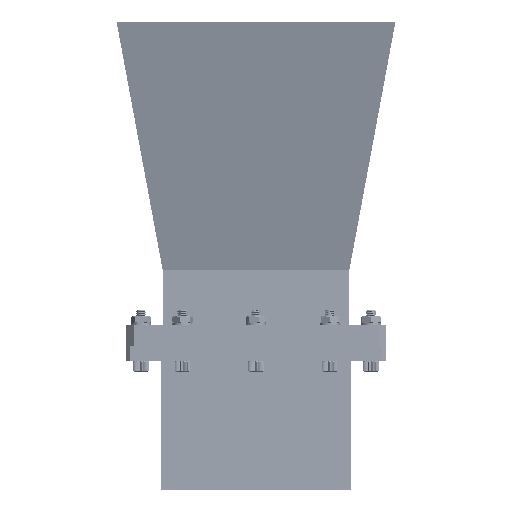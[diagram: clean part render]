
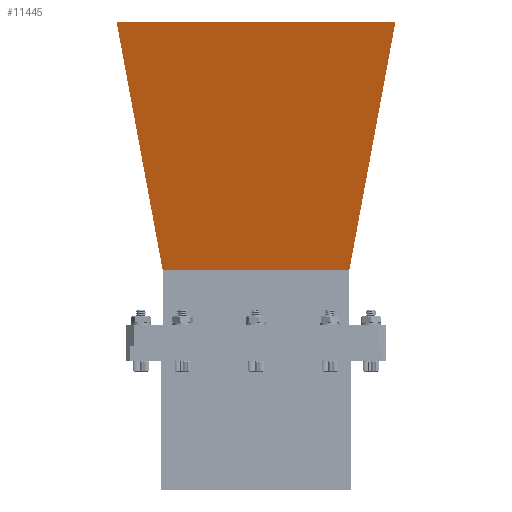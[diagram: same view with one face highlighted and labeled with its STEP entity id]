
A CAD part, front view. The second image highlights one B-rep face of the part: STEP entity #11445.
In plain terms, the highlighted face is planar.
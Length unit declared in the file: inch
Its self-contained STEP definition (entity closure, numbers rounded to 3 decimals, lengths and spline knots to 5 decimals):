
#44 = LINE ( 'NONE', #8084, #7768 ) ;
#117 = VERTEX_POINT ( 'NONE', #1814 ) ;
#120 = ORIENTED_EDGE ( 'NONE', *, *, #4525, .F. ) ;
#300 = ORIENTED_EDGE ( 'NONE', *, *, #9254, .T. ) ;
#845 = LINE ( 'NONE', #2248, #1126 ) ;
#961 = VECTOR ( 'NONE', #10303, 39.37008 ) ;
#1087 = CARTESIAN_POINT ( 'NONE',  ( -1.19416, -2.26811, 1.95763 ) ) ;
#1126 = VECTOR ( 'NONE', #7578, 39.37008 ) ;
#1200 = ORIENTED_EDGE ( 'NONE', *, *, #10331, .F. ) ;
#1426 = VECTOR ( 'NONE', #11288, 39.37008 ) ;
#1814 = CARTESIAN_POINT ( 'NONE',  ( -2.74495, -3.38813, 7.9885 ) ) ;
#2189 = EDGE_CURVE ( 'NONE', #117, #11085, #13532, .T. ) ;
#2248 = CARTESIAN_POINT ( 'NONE',  ( -1.96339, 2.26811, 4.94909 ) ) ;
#2729 = DIRECTION ( 'NONE',  ( 0.245, 0.177, -0.953 ) ) ;
#3403 = EDGE_CURVE ( 'NONE', #9165, #11085, #7560, .T. ) ;
#3834 = DIRECTION ( 'NONE',  ( -0.249, 0., 0.968 ) ) ;
#4450 = LINE ( 'NONE', #9747, #1426 ) ;
#4525 = EDGE_CURVE ( 'NONE', #13793, #117, #16771, .T. ) ;
#4944 = CARTESIAN_POINT ( 'NONE',  ( -2.74495, 0., 7.9885 ) ) ;
#5439 = VECTOR ( 'NONE', #2729, 39.37008 ) ;
#5640 = PLANE ( 'NONE',  #9738 ) ;
#6473 = VERTEX_POINT ( 'NONE', #13760 ) ;
#6862 = CARTESIAN_POINT ( 'NONE',  ( -2.74495, -3.38813, 7.9885 ) ) ;
#6955 = EDGE_CURVE ( 'NONE', #6473, #9165, #44, .T. ) ;
#7295 = EDGE_LOOP ( 'NONE', ( #14897, #120, #1200, #300, #16565, #9097 ) ) ;
#7560 = LINE ( 'NONE', #14217, #8678 ) ;
#7578 = DIRECTION ( 'NONE',  ( 0.249, 0., -0.968 ) ) ;
#7744 = CARTESIAN_POINT ( 'NONE',  ( -1.19311, -2.26811, 1.95356 ) ) ;
#7768 = VECTOR ( 'NONE', #13111, 39.37008 ) ;
#8084 = CARTESIAN_POINT ( 'NONE',  ( -1.19311, 0., 1.95356 ) ) ;
#8678 = VECTOR ( 'NONE', #3834, 39.37008 ) ;
#9097 = ORIENTED_EDGE ( 'NONE', *, *, #3403, .T. ) ;
#9165 = VERTEX_POINT ( 'NONE', #7744 ) ;
#9254 = EDGE_CURVE ( 'NONE', #15891, #6473, #845, .T. ) ;
#9738 = AXIS2_PLACEMENT_3D ( 'NONE', #13616, #11272, #12504 ) ;
#9747 = CARTESIAN_POINT ( 'NONE',  ( -1.19416, 2.26811, 1.95763 ) ) ;
#9933 = CARTESIAN_POINT ( 'NONE',  ( -2.74495, 3.38813, 7.9885 ) ) ;
#10303 = DIRECTION ( 'NONE',  ( 0., -1., 0. ) ) ;
#10331 = EDGE_CURVE ( 'NONE', #15891, #13793, #4450, .T. ) ;
#11085 = VERTEX_POINT ( 'NONE', #1087 ) ;
#11272 = DIRECTION ( 'NONE',  ( -0.968, 0., -0.249 ) ) ;
#11288 = DIRECTION ( 'NONE',  ( -0.245, 0.177, 0.953 ) ) ;
#11445 = ADVANCED_FACE ( 'NONE', ( #15056 ), #5640, .T. ) ;
#12504 = DIRECTION ( 'NONE',  ( -0.249, 0., 0.968 ) ) ;
#13111 = DIRECTION ( 'NONE',  ( 0., -1., 0. ) ) ;
#13532 = LINE ( 'NONE', #6862, #5439 ) ;
#13616 = CARTESIAN_POINT ( 'NONE',  ( -1.96339, 0., 4.94909 ) ) ;
#13760 = CARTESIAN_POINT ( 'NONE',  ( -1.19311, 2.26811, 1.95356 ) ) ;
#13793 = VERTEX_POINT ( 'NONE', #9933 ) ;
#14217 = CARTESIAN_POINT ( 'NONE',  ( -1.19311, -2.26811, 1.95356 ) ) ;
#14823 = CARTESIAN_POINT ( 'NONE',  ( -1.19416, 2.26811, 1.95763 ) ) ;
#14897 = ORIENTED_EDGE ( 'NONE', *, *, #2189, .F. ) ;
#15056 = FACE_OUTER_BOUND ( 'NONE', #7295, .T. ) ;
#15891 = VERTEX_POINT ( 'NONE', #14823 ) ;
#16565 = ORIENTED_EDGE ( 'NONE', *, *, #6955, .T. ) ;
#16771 = LINE ( 'NONE', #4944, #961 ) ;
